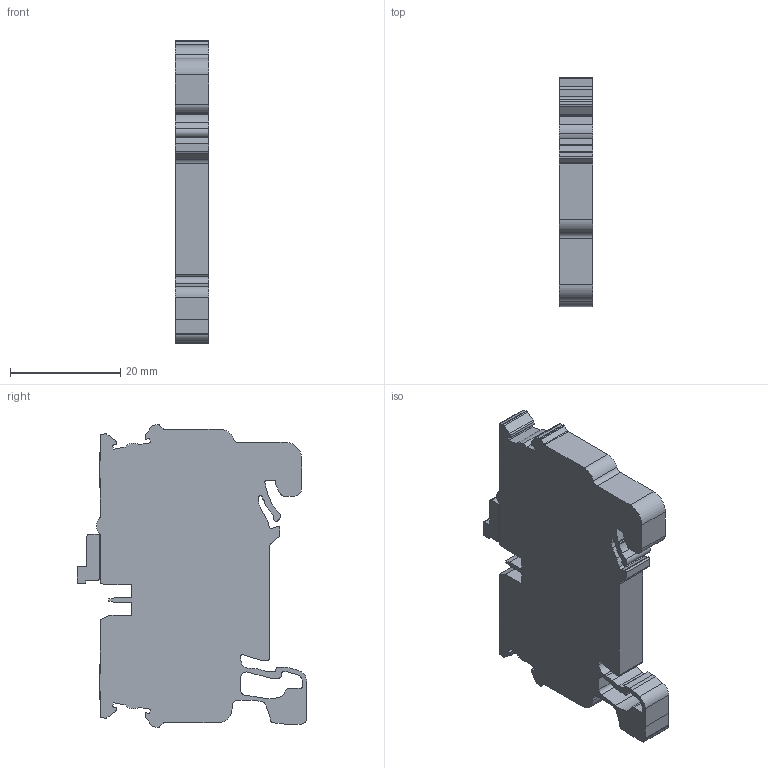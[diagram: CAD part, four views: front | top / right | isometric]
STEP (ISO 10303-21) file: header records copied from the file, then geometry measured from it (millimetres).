
FILE_DESCRIPTION (( 'STEP AP214' ), '1' );
FILE_NAME ('CPK4.STEP', '2024-11-14T11:46:24', ( '' ), ( '' ), 'SwSTEP 2.0', 'SolidWorks 2022', '' );
FILE_SCHEMA (( 'AUTOMOTIVE_DESIGN' ));
Length unit declared in the file: millimetre
Products named in the file (1): CPK4
Bounding box: 6 x 41.5 x 54.8 mm (x, y, z)
Volume: 9680.1 mm3; surface area: 5014 mm2
Topology: 1 solids, 1 shells, 261 faces, 764 edges, 510 vertices
Faces by surface type: plane 154, cylinder 107
Entity records: 9012 total; most frequent: CARTESIAN_POINT 1536, ORIENTED_EDGE 1528, DIRECTION 1502, EDGE_CURVE 764, LINE 550, VECTOR 550, VERTEX_POINT 510, AXIS2_PLACEMENT_3D 476
